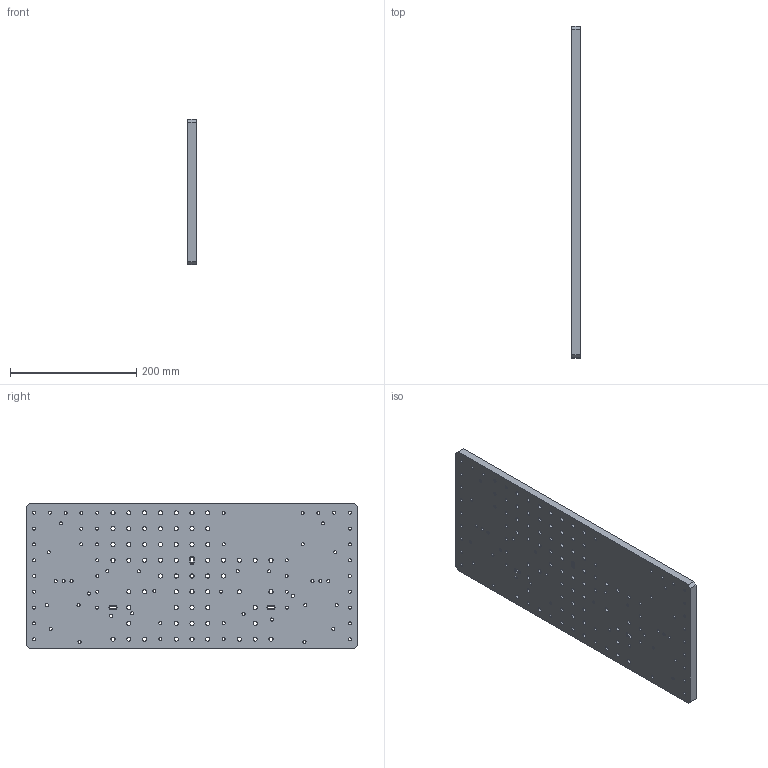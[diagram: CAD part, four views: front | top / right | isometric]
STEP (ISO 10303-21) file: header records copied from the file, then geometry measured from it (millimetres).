
FILE_DESCRIPTION(/* description */ (''),/* implementation_level */ '2;1');
FILE_NAME(/* name */ 'FAB-OX0013-Plate3.stp',/* time_stamp */ '2020-02-10T12:00:32+00:00',/* author */ ('whgu0532'),/* organization */ (''),/* preprocessor_version */ 'ST-DEVELOPER v18',/* originating_system */ 'Autodesk Inventor 2020',/* authorisation */ '');
FILE_SCHEMA (('AUTOMOTIVE_DESIGN { 1 0 10303 214 3 1 1 }'));
Length unit declared in the file: millimetre
Products named in the file (1): FAB-OX0013-Plate3
Bounding box: 12.7 x 525 x 230 mm (x, y, z)
Volume: 1478074.2 mm3; surface area: 289446.3 mm2
Topology: 1 solids, 1 shells, 433 faces, 1458 edges, 1039 vertices
Faces by surface type: cylinder 213, cone 186, plane 34
Full cylindrical faces by diameter (mm): 3 x24, 4 x32, 4.917 x74, 6.6 x62, 11 x9
Entity records: 17482 total; most frequent: DIRECTION 3213, CARTESIAN_POINT 2875, ORIENTED_EDGE 2804, EDGE_CURVE 1402, AXIS2_PLACEMENT_3D 1377, VERTEX_POINT 1039, CIRCLE 943, EDGE_LOOP 779
